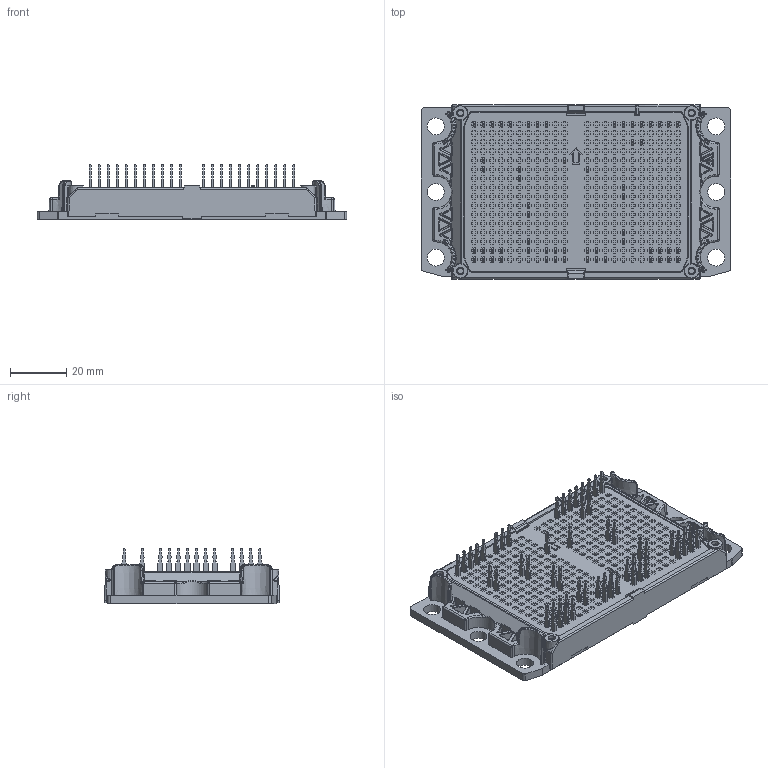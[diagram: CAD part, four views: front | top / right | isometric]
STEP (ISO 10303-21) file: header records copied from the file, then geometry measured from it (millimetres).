
FILE_DESCRIPTION(/* description */ ('Unknown'),/* implementation_level */ '2;1');
FILE_NAME(/* name */ 'FlowE3BP-4T15T-PT10(590)-01-OL',/* time_stamp */ '2026-02-03T11:26:14+01:00',/* author */ ('Unknown'),/* organization */ ('Unknown'),/* preprocessor_version */ 'ST-DEVELOPER v20',/* originating_system */ 'Solid Edge',/* authorisation */ 'Unknown');
FILE_SCHEMA (('AUTOMOTIVE_DESIGN {1 0 10303 214 3 1 1}'));
Products named in the file (1): FlowE3BP-4T15T-PT10-OL
Bounding box: 109.6 x 61.99 x 19.73 mm (x, y, z)
Volume: 59642 mm3; surface area: 38896.2 mm2
Topology: 1 solids, 1 shells, 8144 faces, 22862 edges, 15064 vertices
Faces by surface type: plane 6627, cylinder 870, bspline 308, cone 243, torus 68, sphere 28
Full cylindrical faces by diameter (mm): 2.6 x4, 3 x4, 6 x6
Entity records: 322061 total; most frequent: CARTESIAN_POINT 56214, ORIENTED_EDGE 45600, DIRECTION 40067, EDGE_CURVE 22800, LINE 18237, VECTOR 18237, VERTEX_POINT 15048, AXIS2_PLACEMENT_3D 10915
